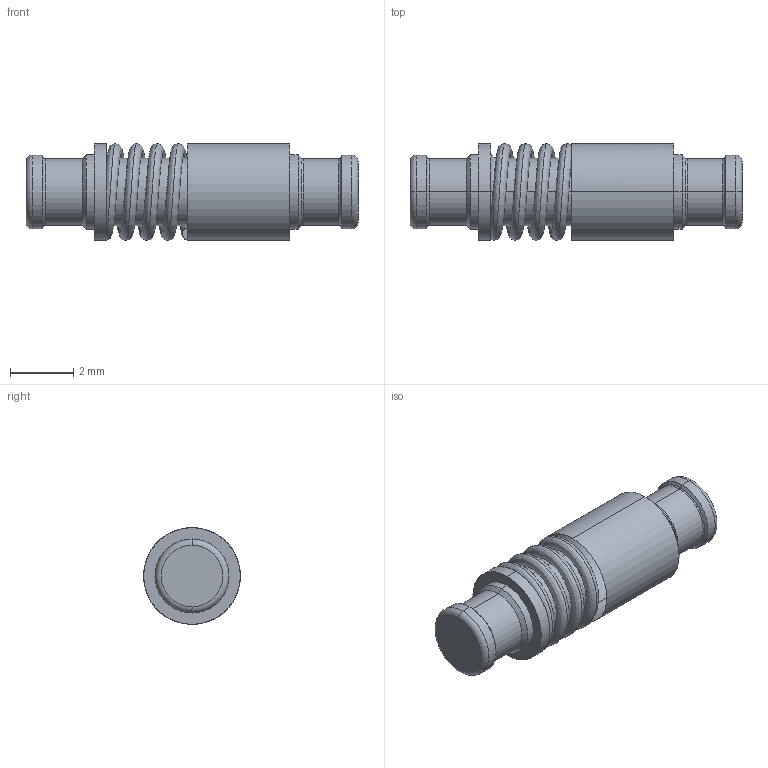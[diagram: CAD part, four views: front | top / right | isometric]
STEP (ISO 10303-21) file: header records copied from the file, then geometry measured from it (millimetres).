
FILE_DESCRIPTION (( 'STEP AP214' ), '1' );
FILE_NAME ('1132-4006.STEP', '2015-10-05T15:17:42', ( '' ), ( '' ), 'SwSTEP 2.0', 'SolidWorks 2015', '' );
FILE_SCHEMA (( 'AUTOMOTIVE_DESIGN' ));
Length unit declared in the file: inch
Products named in the file (1): 1132-4006
Bounding box: 10.46 x 3.05 x 3.05 mm (x, y, z)
Volume: 55.6 mm3; surface area: 140.1 mm2
Topology: 1 solids, 1 shells, 48 faces, 104 edges, 59 vertices
Faces by surface type: cylinder 18, torus 12, cone 8, plane 8, bspline 2
Entity records: 3066 total; most frequent: CARTESIAN_POINT 1373, DIRECTION 252, ORIENTED_EDGE 204, AXIS2_PLACEMENT_3D 112, EDGE_CURVE 102, CIRCLE 65, VERTEX_POINT 57, EDGE_LOOP 51
